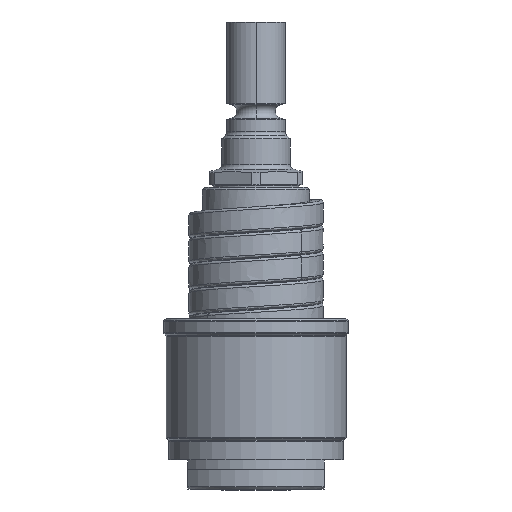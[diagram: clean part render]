
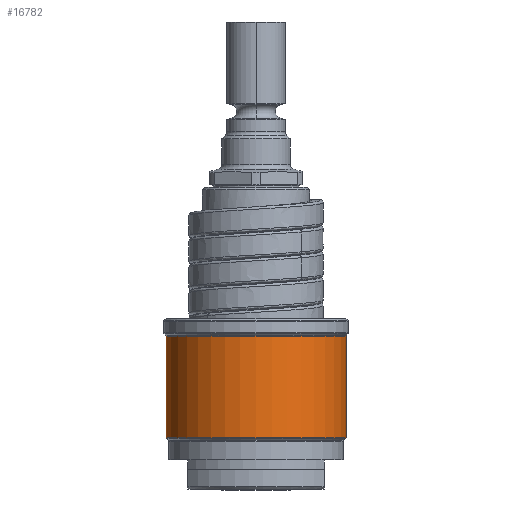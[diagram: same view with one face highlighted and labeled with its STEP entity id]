
A CAD part, front view. The second image highlights one B-rep face of the part: STEP entity #16782.
In plain terms, the highlighted cylindrical face has radius 18.5 mm (diameter 37 mm), a partial arc.
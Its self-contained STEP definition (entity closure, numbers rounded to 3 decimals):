
#5910=CARTESIAN_POINT('',(0.,0.,10.583));
#5911=DIRECTION('',(0.,0.,1.));
#5912=DIRECTION('',(-1.,0.,0.));
#5913=AXIS2_PLACEMENT_3D('',#5910,#5911,#5912);
#5915=DIRECTION('',(0.,0.,-1.));
#5916=VECTOR('',#5915,20.834);
#5917=CARTESIAN_POINT('',(-18.5,0.,31.417));
#5918=LINE('',#5917,#5916);
#5919=CARTESIAN_POINT('',(0.,0.,31.417));
#5920=DIRECTION('',(0.,0.,1.));
#5921=DIRECTION('',(-1.,0.,0.));
#5922=AXIS2_PLACEMENT_3D('',#5919,#5920,#5921);
#5924=DIRECTION('',(0.,0.,-1.));
#5925=VECTOR('',#5924,20.834);
#5926=CARTESIAN_POINT('',(18.5,0.,31.417));
#5927=LINE('',#5926,#5925);
#6262=CARTESIAN_POINT('',(18.5,0.,31.417));
#6263=CARTESIAN_POINT('',(-18.5,0.,31.417));
#6264=VERTEX_POINT('',#6262);
#6265=VERTEX_POINT('',#6263);
#6288=CARTESIAN_POINT('',(18.5,0.,10.583));
#6289=VERTEX_POINT('',#6288);
#6290=CARTESIAN_POINT('',(-18.5,0.,10.583));
#6291=VERTEX_POINT('',#6290);
#16770=CARTESIAN_POINT('',(0.,0.,8.75));
#16771=DIRECTION('',(0.,0.,1.));
#16772=DIRECTION('',(-1.,0.,0.));
#16773=AXIS2_PLACEMENT_3D('',#16770,#16771,#16772);
#16774=CYLINDRICAL_SURFACE('',#16773,18.5);
#16775=ORIENTED_EDGE('',*,*,#14267,.F.);
#16776=ORIENTED_EDGE('',*,*,#14248,.F.);
#16778=ORIENTED_EDGE('',*,*,#16777,.T.);
#16779=ORIENTED_EDGE('',*,*,#14244,.T.);
#16780=EDGE_LOOP('',(#16775,#16776,#16778,#16779));
#16781=FACE_OUTER_BOUND('',#16780,.F.);
#5914=CIRCLE('',#5913,18.5);
#5923=CIRCLE('',#5922,18.5);
#14244=EDGE_CURVE('',#6264,#6289,#5927,.T.);
#14248=EDGE_CURVE('',#6265,#6291,#5918,.T.);
#14267=EDGE_CURVE('',#6291,#6289,#5914,.T.);
#16777=EDGE_CURVE('',#6265,#6264,#5923,.T.);
#16782=ADVANCED_FACE('',(#16781),#16774,.T.);
